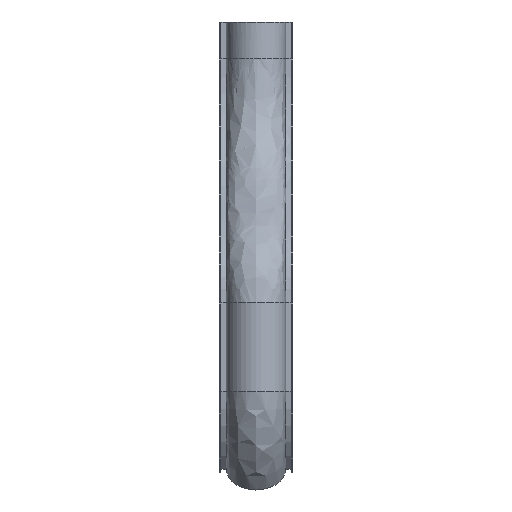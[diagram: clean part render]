
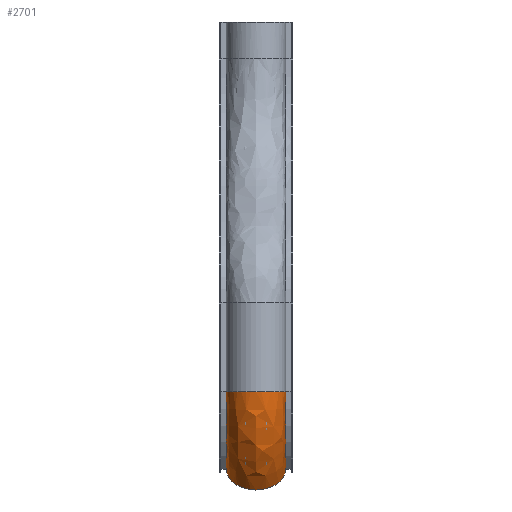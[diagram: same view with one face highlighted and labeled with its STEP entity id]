
A CAD part, front view. The second image highlights one B-rep face of the part: STEP entity #2701.
In plain terms, the highlighted free-form (B-spline) face has degree [3, 3] with [4, 4] control points.
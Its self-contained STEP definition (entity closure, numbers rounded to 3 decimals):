
#59 = ORIENTED_EDGE ( 'NONE', *, *, #464, .F. ) ;
#181 =( BOUNDED_SURFACE ( )  B_SPLINE_SURFACE ( 3, 3, ( 
 ( #1885, #2116, #2884, #2833 ),
 ( #262, #2482, #2800, #2301 ),
 ( #2650, #2448, #993, #3358 ),
 ( #1645, #962, #1800, #1855 ) ),
 .UNSPECIFIED., .F., .F., .F. ) 
 B_SPLINE_SURFACE_WITH_KNOTS ( ( 4, 4 ),
 ( 4, 4 ),
 ( 0., 1. ),
 ( 0., 1. ),
 .UNSPECIFIED. ) 
 GEOMETRIC_REPRESENTATION_ITEM ( )  RATIONAL_B_SPLINE_SURFACE ( (
 ( 1., 0.949, 0.949, 1.),
 ( 0.333, 0.316, 0.316, 0.333),
 ( 0.333, 0.316, 0.316, 0.333),
 ( 1., 0.949, 0.949, 1.) ) ) 
 REPRESENTATION_ITEM ( '' )  SURFACE ( )  );
#262 = CARTESIAN_POINT ( 'NONE',  ( 40., -90., -450. ) ) ;
#266 = EDGE_CURVE ( 'NONE', #2260, #2721, #468, .T. ) ;
#276 = ORIENTED_EDGE ( 'NONE', *, *, #1473, .F. ) ;
#277 = CARTESIAN_POINT ( 'NONE',  ( 0., -10., -450. ) ) ;
#296 = FACE_OUTER_BOUND ( 'NONE', #1717, .T. ) ;
#324 = VERTEX_POINT ( 'NONE', #3591 ) ;
#464 = EDGE_CURVE ( 'NONE', #1520, #324, #1722, .T. ) ;
#468 = CIRCLE ( 'NONE', #3369, 152.062 ) ;
#555 = DIRECTION ( 'NONE',  ( 1., 0., 0. ) ) ;
#631 = AXIS2_PLACEMENT_3D ( 'NONE', #3053, #2511, #1080 ) ;
#694 = CARTESIAN_POINT ( 'NONE',  ( -40., 141.778, -440.71 ) ) ;
#785 = CARTESIAN_POINT ( 'NONE',  ( 40., -10., -450. ) ) ;
#942 = CARTESIAN_POINT ( 'NONE',  ( -40., -10., -450. ) ) ;
#962 = CARTESIAN_POINT ( 'NONE',  ( -40., -7.503, -490.792 ) ) ;
#993 = CARTESIAN_POINT ( 'NONE',  ( -40., -61.358, -568.889 ) ) ;
#1080 = DIRECTION ( 'NONE',  ( 0., -0.998, -0.061 ) ) ;
#1156 = AXIS2_PLACEMENT_3D ( 'NONE', #277, #2242, #555 ) ;
#1248 = AXIS2_PLACEMENT_3D ( 'NONE', #3216, #1796, #2387 ) ;
#1302 = ORIENTED_EDGE ( 'NONE', *, *, #266, .T. ) ;
#1473 = EDGE_CURVE ( 'NONE', #324, #2721, #2662, .T. ) ;
#1520 = VERTEX_POINT ( 'NONE', #785 ) ;
#1645 = CARTESIAN_POINT ( 'NONE',  ( -40., -10., -450. ) ) ;
#1717 = EDGE_LOOP ( 'NONE', ( #1302, #276, #59, #2672 ) ) ;
#1722 = CIRCLE ( 'NONE', #631, 152.062 ) ;
#1796 = DIRECTION ( 'NONE',  ( 0., 0.707, -0.707 ) ) ;
#1800 = CARTESIAN_POINT ( 'NONE',  ( -40., 10.414, -527.524 ) ) ;
#1855 = CARTESIAN_POINT ( 'NONE',  ( -40., 41.024, -554.603 ) ) ;
#1885 = CARTESIAN_POINT ( 'NONE',  ( 40., -10., -450. ) ) ;
#2116 = CARTESIAN_POINT ( 'NONE',  ( 40., -7.503, -490.792 ) ) ;
#2242 = DIRECTION ( 'NONE',  ( 0., 0., 1. ) ) ;
#2260 = VERTEX_POINT ( 'NONE', #942 ) ;
#2301 = CARTESIAN_POINT ( 'NONE',  ( 40., -15.545, -611.171 ) ) ;
#2387 = DIRECTION ( 'NONE',  ( -1., 0., 0. ) ) ;
#2448 = CARTESIAN_POINT ( 'NONE',  ( -40., -87.503, -512.293 ) ) ;
#2467 = CIRCLE ( 'NONE', #1156, 40. ) ;
#2482 = CARTESIAN_POINT ( 'NONE',  ( 40., -87.503, -512.293 ) ) ;
#2511 = DIRECTION ( 'NONE',  ( 1., 0., 0. ) ) ;
#2650 = CARTESIAN_POINT ( 'NONE',  ( -40., -90., -450. ) ) ;
#2662 = CIRCLE ( 'NONE', #1248, 40. ) ;
#2672 = ORIENTED_EDGE ( 'NONE', *, *, #2862, .F. ) ;
#2701 = ADVANCED_FACE ( 'NONE', ( #296 ), #181, .T. ) ;
#2721 = VERTEX_POINT ( 'NONE', #3693 ) ;
#2800 = CARTESIAN_POINT ( 'NONE',  ( 40., -61.358, -568.889 ) ) ;
#2833 = CARTESIAN_POINT ( 'NONE',  ( 40., 41.024, -554.603 ) ) ;
#2862 = EDGE_CURVE ( 'NONE', #2260, #1520, #2467, .T. ) ;
#2884 = CARTESIAN_POINT ( 'NONE',  ( 40., 10.414, -527.524 ) ) ;
#3053 = CARTESIAN_POINT ( 'NONE',  ( 40., 141.778, -440.71 ) ) ;
#3216 = CARTESIAN_POINT ( 'NONE',  ( 0., 41.024, -554.603 ) ) ;
#3358 = CARTESIAN_POINT ( 'NONE',  ( -40., -15.545, -611.171 ) ) ;
#3369 = AXIS2_PLACEMENT_3D ( 'NONE', #694, #3509, #3498 ) ;
#3498 = DIRECTION ( 'NONE',  ( 0., -0.998, -0.061 ) ) ;
#3509 = DIRECTION ( 'NONE',  ( 1., 0., 0. ) ) ;
#3591 = CARTESIAN_POINT ( 'NONE',  ( 40., 41.024, -554.603 ) ) ;
#3693 = CARTESIAN_POINT ( 'NONE',  ( -40., 41.024, -554.603 ) ) ;
